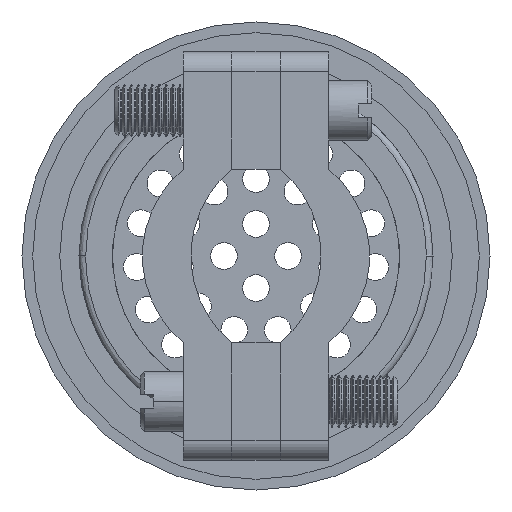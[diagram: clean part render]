
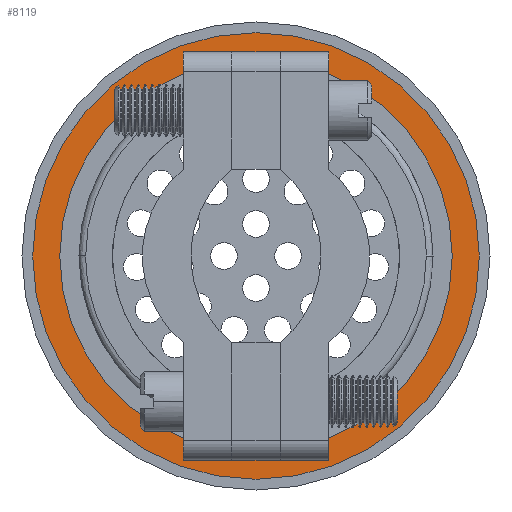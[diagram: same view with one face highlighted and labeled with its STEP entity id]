
A CAD part, front view. The second image highlights one B-rep face of the part: STEP entity #8119.
In plain terms, the highlighted planar face has unit normal (0, -1, 0).
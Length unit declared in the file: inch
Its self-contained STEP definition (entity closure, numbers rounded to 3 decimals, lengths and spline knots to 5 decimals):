
#759 = DIRECTION ( 'NONE',  ( 0., -1., 0. ) ) ;
#1070 = VERTEX_POINT ( 'NONE', #12182 ) ;
#1674 = EDGE_CURVE ( 'NONE', #10820, #14400, #10833, .T. ) ;
#2337 = FACE_OUTER_BOUND ( 'NONE', #14615, .T. ) ;
#2416 = ORIENTED_EDGE ( 'NONE', *, *, #4194, .F. ) ;
#2785 = AXIS2_PLACEMENT_3D ( 'NONE', #13192, #6374, #14342 ) ;
#2862 = AXIS2_PLACEMENT_3D ( 'NONE', #11494, #12608, #13809 ) ;
#2907 = DIRECTION ( 'NONE',  ( 0., -1., 0. ) ) ;
#2971 = CARTESIAN_POINT ( 'NONE',  ( 0., 0.643, -0.528 ) ) ;
#3298 = AXIS2_PLACEMENT_3D ( 'NONE', #7568, #759, #8727 ) ;
#3369 = DIRECTION ( 'NONE',  ( 0., -1., 0. ) ) ;
#3881 = ORIENTED_EDGE ( 'NONE', *, *, #1674, .F. ) ;
#4194 = EDGE_CURVE ( 'NONE', #14400, #10820, #12750, .T. ) ;
#5550 = ORIENTED_EDGE ( 'NONE', *, *, #10726, .T. ) ;
#5838 = PLANE ( 'NONE',  #2862 ) ;
#5869 = CIRCLE ( 'NONE', #7722, 0.668 ) ;
#6374 = DIRECTION ( 'NONE',  ( 0., -1., 0. ) ) ;
#6719 = CIRCLE ( 'NONE', #2785, 0.668 ) ;
#6720 = EDGE_CURVE ( 'NONE', #12595, #1070, #5869, .T. ) ;
#7568 = CARTESIAN_POINT ( 'NONE',  ( 0., 0.643, 0. ) ) ;
#7722 = AXIS2_PLACEMENT_3D ( 'NONE', #9689, #2907, #10814 ) ;
#8119 = ADVANCED_FACE ( 'NONE', ( #14453, #2337 ), #5838, .T. ) ;
#8542 = AXIS2_PLACEMENT_3D ( 'NONE', #10144, #3369, #11280 ) ;
#8727 = DIRECTION ( 'NONE',  ( 0., 0., -1. ) ) ;
#9689 = CARTESIAN_POINT ( 'NONE',  ( 0., 0.643, 0. ) ) ;
#10144 = CARTESIAN_POINT ( 'NONE',  ( 0., 0.643, 0. ) ) ;
#10726 = EDGE_CURVE ( 'NONE', #1070, #12595, #6719, .T. ) ;
#10814 = DIRECTION ( 'NONE',  ( 0., 0., -1. ) ) ;
#10820 = VERTEX_POINT ( 'NONE', #14765 ) ;
#10833 = CIRCLE ( 'NONE', #3298, 0.528 ) ;
#11280 = DIRECTION ( 'NONE',  ( 0., 0., -1. ) ) ;
#11494 = CARTESIAN_POINT ( 'NONE',  ( 0.528, 0.643, 0. ) ) ;
#12182 = CARTESIAN_POINT ( 'NONE',  ( 0., 0.643, -0.668 ) ) ;
#12226 = CARTESIAN_POINT ( 'NONE',  ( 0., 0.643, 0.668 ) ) ;
#12595 = VERTEX_POINT ( 'NONE', #12226 ) ;
#12608 = DIRECTION ( 'NONE',  ( 0., -1., 0. ) ) ;
#12750 = CIRCLE ( 'NONE', #8542, 0.528 ) ;
#12860 = EDGE_LOOP ( 'NONE', ( #2416, #3881 ) ) ;
#13192 = CARTESIAN_POINT ( 'NONE',  ( 0., 0.643, 0. ) ) ;
#13696 = ORIENTED_EDGE ( 'NONE', *, *, #6720, .T. ) ;
#13809 = DIRECTION ( 'NONE',  ( 0., 0., -1. ) ) ;
#14342 = DIRECTION ( 'NONE',  ( 0., 0., -1. ) ) ;
#14400 = VERTEX_POINT ( 'NONE', #2971 ) ;
#14453 = FACE_BOUND ( 'NONE', #12860, .T. ) ;
#14615 = EDGE_LOOP ( 'NONE', ( #5550, #13696 ) ) ;
#14765 = CARTESIAN_POINT ( 'NONE',  ( 0., 0.643, 0.528 ) ) ;
